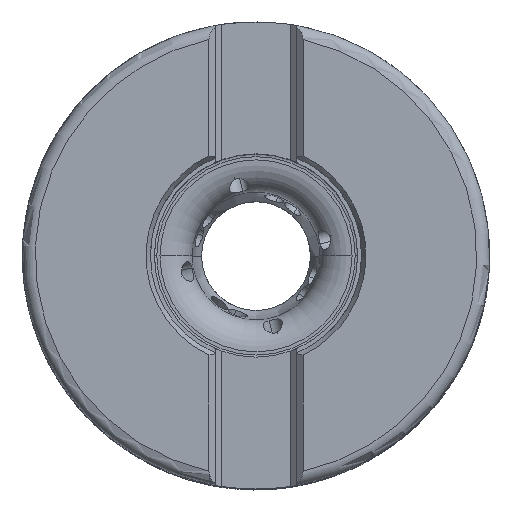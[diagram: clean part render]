
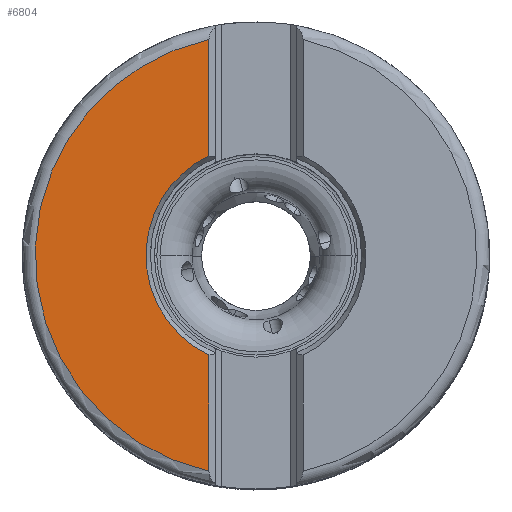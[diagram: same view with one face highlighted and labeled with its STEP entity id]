
A CAD part, top view. The second image highlights one B-rep face of the part: STEP entity #6804.
In plain terms, the highlighted planar face has unit normal (0, 0, 1).
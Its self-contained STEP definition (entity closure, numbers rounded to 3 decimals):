
#1523=PLANE('',#30458);
#2637=LINE('',#61587,#4075);
#2638=LINE('',#61589,#4076);
#4075=VECTOR('',#35750,1.);
#4076=VECTOR('',#35751,1.);
#6804=ADVANCED_FACE('',(#8320),#1523,.T.);
#8320=FACE_OUTER_BOUND('',#9832,.T.);
#9832=EDGE_LOOP('',(#15223,#15224,#15225,#15226,#15227,#15228));
#15223=ORIENTED_EDGE('',*,*,#25059,.F.);
#15224=ORIENTED_EDGE('',*,*,#25058,.F.);
#15225=ORIENTED_EDGE('',*,*,#25057,.F.);
#15226=ORIENTED_EDGE('',*,*,#25060,.F.);
#15227=ORIENTED_EDGE('',*,*,#25061,.F.);
#15228=ORIENTED_EDGE('',*,*,#25062,.F.);
#21312=VERTEX_POINT('',#61568);
#21313=VERTEX_POINT('',#61582);
#21314=VERTEX_POINT('',#61584);
#21315=VERTEX_POINT('',#61588);
#21316=VERTEX_POINT('',#61590);
#21317=VERTEX_POINT('',#61592);
#25057=EDGE_CURVE('',#21313,#21314,#27687,.T.);
#25058=EDGE_CURVE('',#21314,#21312,#27688,.T.);
#25059=EDGE_CURVE('',#21312,#21315,#2637,.T.);
#25060=EDGE_CURVE('',#21316,#21313,#2638,.T.);
#25061=EDGE_CURVE('',#21317,#21316,#27689,.T.);
#25062=EDGE_CURVE('',#21315,#21317,#27690,.T.);
#27687=CIRCLE('',#30453,34.5);
#27688=CIRCLE('',#30454,34.5);
#27689=CIRCLE('',#30456,17.193);
#27690=CIRCLE('',#30457,17.193);
#30453=AXIS2_PLACEMENT_3D('',#61583,#35744,#35745);
#30454=AXIS2_PLACEMENT_3D('',#61585,#35746,#35747);
#30456=AXIS2_PLACEMENT_3D('',#61591,#35752,#35753);
#30457=AXIS2_PLACEMENT_3D('',#61593,#35754,#35755);
#30458=AXIS2_PLACEMENT_3D('',#61594,#35756,#35757);
#35744=DIRECTION('',(0.,0.,-1.));
#35745=DIRECTION('',(-0.213,-0.977,0.));
#35746=DIRECTION('',(0.,0.,-1.));
#35747=DIRECTION('',(-0.924,0.382,0.));
#35750=DIRECTION('',(0.,-1.,0.));
#35751=DIRECTION('',(0.,-1.,0.));
#35752=DIRECTION('',(0.,0.,1.));
#35753=DIRECTION('',(-0.924,0.383,0.));
#35754=DIRECTION('',(0.,0.,1.));
#35755=DIRECTION('',(-0.428,0.904,0.));
#35756=DIRECTION('',(0.,0.,1.));
#35757=DIRECTION('',(0.924,-0.383,0.));
#61568=CARTESIAN_POINT('',(-7.35,33.708,0.));
#61582=CARTESIAN_POINT('',(-7.35,-33.708,0.));
#61583=CARTESIAN_POINT('',(0.,0.,0.));
#61584=CARTESIAN_POINT('',(-31.88,13.189,0.));
#61585=CARTESIAN_POINT('',(0.,0.,0.));
#61587=CARTESIAN_POINT('',(-7.35,33.708,0.));
#61588=CARTESIAN_POINT('',(-7.35,15.543,0.));
#61589=CARTESIAN_POINT('',(-7.35,-15.543,0.));
#61590=CARTESIAN_POINT('',(-7.35,-15.543,0.));
#61591=CARTESIAN_POINT('',(0.,0.,0.));
#61592=CARTESIAN_POINT('',(-15.884,6.579,0.));
#61593=CARTESIAN_POINT('',(0.,0.,0.));
#61594=CARTESIAN_POINT('',(-14.296,2.581,0.));
